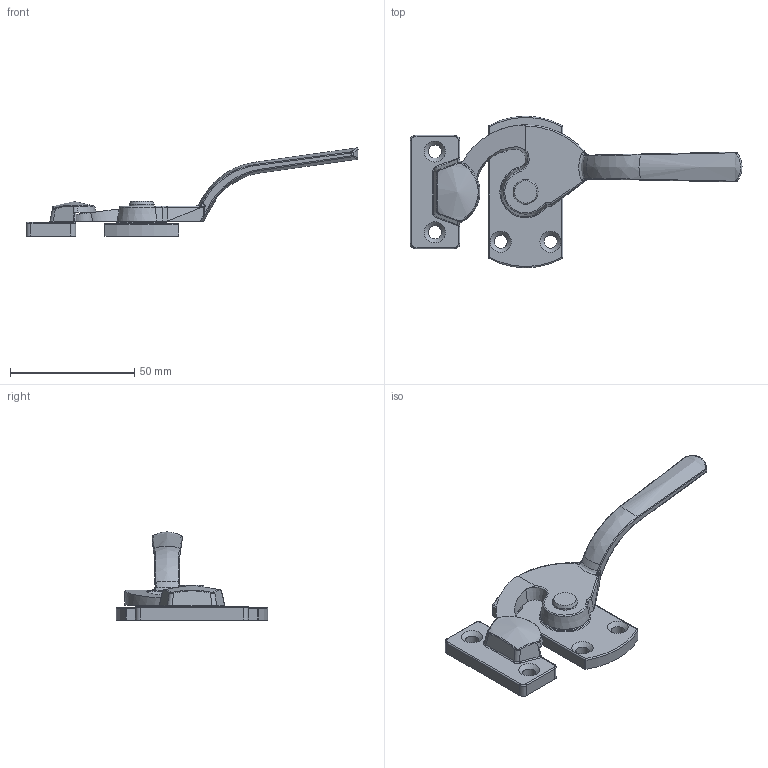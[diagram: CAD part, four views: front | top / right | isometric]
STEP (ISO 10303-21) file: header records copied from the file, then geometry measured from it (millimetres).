
FILE_DESCRIPTION(/* description */ (''),/* implementation_level */ '2;1');
FILE_NAME(/* name */ 'D-1114-4.stp',/* time_stamp */ '2026-03-03T14:44:02+09:00',/* author */ ('user'),/* organization */ (''),/* preprocessor_version */ 'ST-DEVELOPER v15.6',/* originating_system */ 'Autodesk Inventor 2015',/* authorisation */ '');
FILE_SCHEMA (('AUTOMOTIVE_DESIGN { 1 0 10303 214 3 1 1 }'));
Length unit declared in the file: millimetre
Products named in the file (7): D-1114-4_베이스; D-1114-4_와샤; D-1114-4_키퍼; D-1114-4_핀; D-1114-4_핸들; D-1114-4_스프링와샤; D-1114-4
Bounding box: 133.5 x 61 x 35.42 mm (x, y, z)
Volume: 19563 mm3; surface area: 14849.6 mm2
Topology: 6 solids, 6 shells, 259 faces, 602 edges, 358 vertices
Faces by surface type: cylinder 86, bspline 66, plane 61, torus 19, sphere 16, cone 11
Full cylindrical faces by diameter (mm): 5.3 x6, 6 x1, 8 x4, 10 x3, 16.8 x1, 17 x1, 20 x1
Entity records: 9213 total; most frequent: CARTESIAN_POINT 3485, ORIENTED_EDGE 1142, DIRECTION 1133, EDGE_CURVE 571, AXIS2_PLACEMENT_3D 472, VERTEX_POINT 357, EDGE_LOOP 312, FACE_OUTER_BOUND 259
